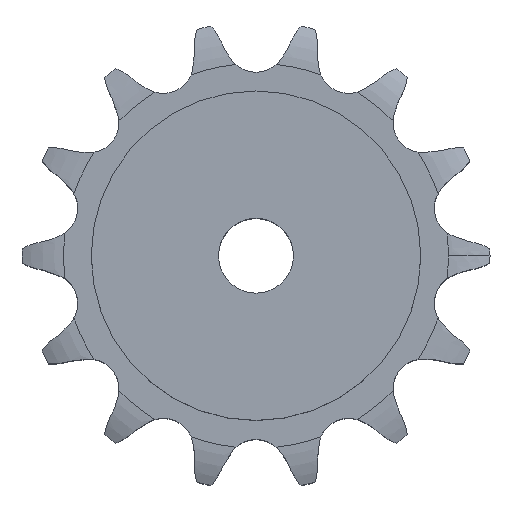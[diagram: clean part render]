
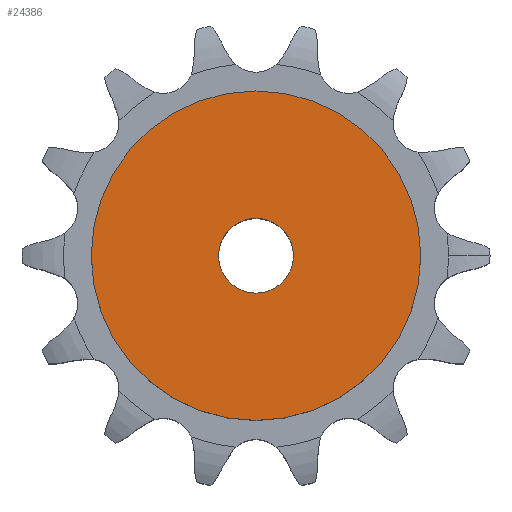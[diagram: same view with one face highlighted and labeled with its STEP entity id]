
A CAD part, top view. The second image highlights one B-rep face of the part: STEP entity #24386.
In plain terms, the highlighted planar face has unit normal (0, 0, 1).
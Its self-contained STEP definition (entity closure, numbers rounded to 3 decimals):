
#13116 = CYLINDRICAL_SURFACE('',#13117,10.);
#13117 = AXIS2_PLACEMENT_3D('',#13118,#13119,#13120);
#13118 = CARTESIAN_POINT('',(0.,0.,212.253));
#13119 = DIRECTION('',(0.,0.,1.));
#13120 = DIRECTION('',(1.,0.,0.));
#16720 = EDGE_CURVE('',#16721,#16721,#16723,.T.);
#16721 = VERTEX_POINT('',#16722);
#16722 = CARTESIAN_POINT('',(10.,0.,70.));
#16723 = SURFACE_CURVE('',#16724,(#16729,#16736),.PCURVE_S1.);
#16724 = CIRCLE('',#16725,10.);
#16725 = AXIS2_PLACEMENT_3D('',#16726,#16727,#16728);
#16726 = CARTESIAN_POINT('',(0.,0.,70.));
#16727 = DIRECTION('',(0.,0.,1.));
#16728 = DIRECTION('',(1.,0.,0.));
#16729 = PCURVE('',#13116,#16730);
#16730 = DEFINITIONAL_REPRESENTATION('',(#16731),#16735);
#16731 = LINE('',#16732,#16733);
#16732 = CARTESIAN_POINT('',(0.,-142.253));
#16733 = VECTOR('',#16734,1.);
#16734 = DIRECTION('',(1.,0.));
#16735 = ( GEOMETRIC_REPRESENTATION_CONTEXT(2) 
PARAMETRIC_REPRESENTATION_CONTEXT() REPRESENTATION_CONTEXT('2D SPACE',''
  ) );
#16736 = PCURVE('',#16737,#16742);
#16737 = PLANE('',#16738);
#16738 = AXIS2_PLACEMENT_3D('',#16739,#16740,#16741);
#16739 = CARTESIAN_POINT('',(0.,0.,70.
    ));
#16740 = DIRECTION('',(0.,0.,1.));
#16741 = DIRECTION('',(1.,0.,0.));
#16742 = DEFINITIONAL_REPRESENTATION('',(#16743),#16747);
#16743 = CIRCLE('',#16744,10.);
#16744 = AXIS2_PLACEMENT_2D('',#16745,#16746);
#16745 = CARTESIAN_POINT('',(0.,0.));
#16746 = DIRECTION('',(1.,0.));
#16747 = ( GEOMETRIC_REPRESENTATION_CONTEXT(2) 
PARAMETRIC_REPRESENTATION_CONTEXT() REPRESENTATION_CONTEXT('2D SPACE',''
  ) );
#24386 = ADVANCED_FACE('',(#24387,#24418),#16737,.T.);
#24387 = FACE_BOUND('',#24388,.T.);
#24388 = EDGE_LOOP('',(#24389));
#24389 = ORIENTED_EDGE('',*,*,#24390,.T.);
#24390 = EDGE_CURVE('',#24391,#24391,#24393,.T.);
#24391 = VERTEX_POINT('',#24392);
#24392 = CARTESIAN_POINT('',(44.,0.,70.));
#24393 = SURFACE_CURVE('',#24394,(#24399,#24406),.PCURVE_S1.);
#24394 = CIRCLE('',#24395,44.);
#24395 = AXIS2_PLACEMENT_3D('',#24396,#24397,#24398);
#24396 = CARTESIAN_POINT('',(0.,0.,70.));
#24397 = DIRECTION('',(0.,0.,1.));
#24398 = DIRECTION('',(1.,0.,0.));
#24399 = PCURVE('',#16737,#24400);
#24400 = DEFINITIONAL_REPRESENTATION('',(#24401),#24405);
#24401 = CIRCLE('',#24402,44.);
#24402 = AXIS2_PLACEMENT_2D('',#24403,#24404);
#24403 = CARTESIAN_POINT('',(0.,0.));
#24404 = DIRECTION('',(1.,0.));
#24405 = ( GEOMETRIC_REPRESENTATION_CONTEXT(2) 
PARAMETRIC_REPRESENTATION_CONTEXT() REPRESENTATION_CONTEXT('2D SPACE',''
  ) );
#24406 = PCURVE('',#24407,#24412);
#24407 = CYLINDRICAL_SURFACE('',#24408,44.);
#24408 = AXIS2_PLACEMENT_3D('',#24409,#24410,#24411);
#24409 = CARTESIAN_POINT('',(0.,0.,0.));
#24410 = DIRECTION('',(-0.,-0.,-1.));
#24411 = DIRECTION('',(1.,0.,0.));
#24412 = DEFINITIONAL_REPRESENTATION('',(#24413),#24417);
#24413 = LINE('',#24414,#24415);
#24414 = CARTESIAN_POINT('',(-0.,-70.));
#24415 = VECTOR('',#24416,1.);
#24416 = DIRECTION('',(-1.,0.));
#24417 = ( GEOMETRIC_REPRESENTATION_CONTEXT(2) 
PARAMETRIC_REPRESENTATION_CONTEXT() REPRESENTATION_CONTEXT('2D SPACE',''
  ) );
#24418 = FACE_BOUND('',#24419,.T.);
#24419 = EDGE_LOOP('',(#24420));
#24420 = ORIENTED_EDGE('',*,*,#16720,.F.);
